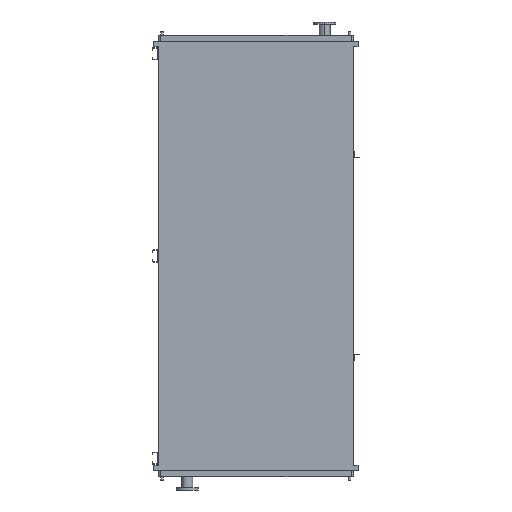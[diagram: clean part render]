
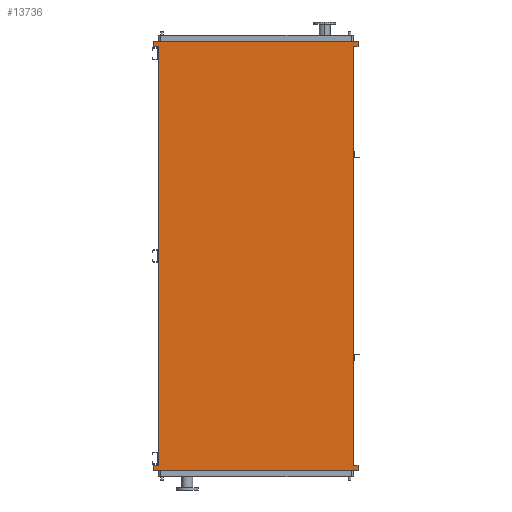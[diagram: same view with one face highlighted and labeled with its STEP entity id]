
A CAD part, front view. The second image highlights one B-rep face of the part: STEP entity #13736.
In plain terms, the highlighted planar face has unit normal (0, -1, 0).
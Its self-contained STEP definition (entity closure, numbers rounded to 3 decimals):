
#32 = LINE ( 'NONE', #3501, #9290 ) ;
#69 = ORIENTED_EDGE ( 'NONE', *, *, #9695, .F. ) ;
#132 = ORIENTED_EDGE ( 'NONE', *, *, #11061, .F. ) ;
#168 = LINE ( 'NONE', #8195, #13868 ) ;
#285 = CARTESIAN_POINT ( 'NONE',  ( 1011., 0., -4145. ) ) ;
#366 = DIRECTION ( 'NONE',  ( 0., 0., 1. ) ) ;
#390 = VECTOR ( 'NONE', #5452, 1000. ) ;
#593 = CARTESIAN_POINT ( 'NONE',  ( 1011., 0., 43. ) ) ;
#680 = EDGE_CURVE ( 'NONE', #5560, #4187, #8357, .T. ) ;
#736 = LINE ( 'NONE', #5380, #390 ) ;
#753 = CARTESIAN_POINT ( 'NONE',  ( -965., 0., -4093. ) ) ;
#875 = VECTOR ( 'NONE', #14371, 1000. ) ;
#890 = VECTOR ( 'NONE', #366, 1000. ) ;
#945 = DIRECTION ( 'NONE',  ( 1., 0., 0. ) ) ;
#2006 = ORIENTED_EDGE ( 'NONE', *, *, #5069, .T. ) ;
#2537 = EDGE_CURVE ( 'NONE', #4622, #11377, #32, .T. ) ;
#2594 = DIRECTION ( 'NONE',  ( -1., 0., 0. ) ) ;
#2769 = ORIENTED_EDGE ( 'NONE', *, *, #8266, .F. ) ;
#2792 = VERTEX_POINT ( 'NONE', #4722 ) ;
#2885 = FACE_OUTER_BOUND ( 'NONE', #11304, .T. ) ;
#3059 = LINE ( 'NONE', #593, #5799 ) ;
#3092 = CARTESIAN_POINT ( 'NONE',  ( 965., 0., 43. ) ) ;
#3279 = CARTESIAN_POINT ( 'NONE',  ( 965., 0., -4093. ) ) ;
#3371 = EDGE_CURVE ( 'NONE', #10097, #7334, #6231, .T. ) ;
#3416 = DIRECTION ( 'NONE',  ( 1., 0., 0. ) ) ;
#3501 = CARTESIAN_POINT ( 'NONE',  ( -1011., 0., 43. ) ) ;
#3506 = EDGE_CURVE ( 'NONE', #7334, #10234, #13452, .T. ) ;
#3519 = EDGE_CURVE ( 'NONE', #4187, #2792, #3059, .T. ) ;
#3847 = LINE ( 'NONE', #5082, #890 ) ;
#3975 = CARTESIAN_POINT ( 'NONE',  ( -1011., 0., -4145. ) ) ;
#4187 = VERTEX_POINT ( 'NONE', #14416 ) ;
#4445 = VERTEX_POINT ( 'NONE', #11188 ) ;
#4581 = CARTESIAN_POINT ( 'NONE',  ( 1011., 0., -4093. ) ) ;
#4622 = VERTEX_POINT ( 'NONE', #6785 ) ;
#4661 = DIRECTION ( 'NONE',  ( -1., 0., 0. ) ) ;
#4703 = VECTOR ( 'NONE', #2594, 1000. ) ;
#4722 = CARTESIAN_POINT ( 'NONE',  ( 1011., 0., 43. ) ) ;
#4777 = ORIENTED_EDGE ( 'NONE', *, *, #12879, .F. ) ;
#4996 = DIRECTION ( 'NONE',  ( -1., 0., 0. ) ) ;
#5069 = EDGE_CURVE ( 'NONE', #13090, #10764, #168, .T. ) ;
#5082 = CARTESIAN_POINT ( 'NONE',  ( -1011., 0., 95. ) ) ;
#5197 = PLANE ( 'NONE',  #11066 ) ;
#5279 = CARTESIAN_POINT ( 'NONE',  ( -1011., 0., -4145. ) ) ;
#5380 = CARTESIAN_POINT ( 'NONE',  ( -965., 0., -4050. ) ) ;
#5452 = DIRECTION ( 'NONE',  ( 0., 0., 1. ) ) ;
#5560 = VERTEX_POINT ( 'NONE', #6376 ) ;
#5735 = EDGE_CURVE ( 'NONE', #4445, #9335, #15039, .T. ) ;
#5799 = VECTOR ( 'NONE', #13677, 1000. ) ;
#6067 = LINE ( 'NONE', #9617, #4703 ) ;
#6231 = LINE ( 'NONE', #8551, #875 ) ;
#6376 = CARTESIAN_POINT ( 'NONE',  ( -1011., 0., 95. ) ) ;
#6667 = DIRECTION ( 'NONE',  ( 0., 0., -1. ) ) ;
#6785 = CARTESIAN_POINT ( 'NONE',  ( -965., 0., 43. ) ) ;
#6896 = VECTOR ( 'NONE', #8608, 1000. ) ;
#7253 = ORIENTED_EDGE ( 'NONE', *, *, #3519, .F. ) ;
#7334 = VERTEX_POINT ( 'NONE', #9719 ) ;
#7632 = ORIENTED_EDGE ( 'NONE', *, *, #5735, .F. ) ;
#8195 = CARTESIAN_POINT ( 'NONE',  ( 965., 0., -4050. ) ) ;
#8266 = EDGE_CURVE ( 'NONE', #11377, #5560, #3847, .T. ) ;
#8280 = CARTESIAN_POINT ( 'NONE',  ( 1011., 0., 95. ) ) ;
#8357 = LINE ( 'NONE', #8280, #14763 ) ;
#8520 = VECTOR ( 'NONE', #4996, 1000. ) ;
#8551 = CARTESIAN_POINT ( 'NONE',  ( 1011., 0., -4093. ) ) ;
#8608 = DIRECTION ( 'NONE',  ( 0., 0., 1. ) ) ;
#8675 = ORIENTED_EDGE ( 'NONE', *, *, #2537, .F. ) ;
#9290 = VECTOR ( 'NONE', #4661, 1000. ) ;
#9335 = VERTEX_POINT ( 'NONE', #753 ) ;
#9427 = DIRECTION ( 'NONE',  ( 0., 0., 1. ) ) ;
#9451 = CARTESIAN_POINT ( 'NONE',  ( -1011., 0., 43. ) ) ;
#9456 = DIRECTION ( 'NONE',  ( 1., 0., 0. ) ) ;
#9617 = CARTESIAN_POINT ( 'NONE',  ( 965., 0., 43. ) ) ;
#9695 = EDGE_CURVE ( 'NONE', #13090, #10097, #10833, .T. ) ;
#9719 = CARTESIAN_POINT ( 'NONE',  ( 1011., 0., -4145. ) ) ;
#9900 = DIRECTION ( 'NONE',  ( 0., -1., 0. ) ) ;
#10097 = VERTEX_POINT ( 'NONE', #4581 ) ;
#10234 = VERTEX_POINT ( 'NONE', #5279 ) ;
#10323 = ORIENTED_EDGE ( 'NONE', *, *, #13348, .F. ) ;
#10764 = VERTEX_POINT ( 'NONE', #3092 ) ;
#10833 = LINE ( 'NONE', #14455, #12442 ) ;
#11061 = EDGE_CURVE ( 'NONE', #9335, #4622, #736, .T. ) ;
#11066 = AXIS2_PLACEMENT_3D ( 'NONE', #11116, #9900, #6667 ) ;
#11116 = CARTESIAN_POINT ( 'NONE',  ( -965., 0., -4050. ) ) ;
#11188 = CARTESIAN_POINT ( 'NONE',  ( -1011., 0., -4093. ) ) ;
#11304 = EDGE_LOOP ( 'NONE', ( #2006, #4777, #7253, #13341, #2769, #8675, #132, #7632, #10323, #14845, #14184, #69 ) ) ;
#11377 = VERTEX_POINT ( 'NONE', #9451 ) ;
#12168 = VECTOR ( 'NONE', #945, 1000. ) ;
#12442 = VECTOR ( 'NONE', #9456, 1000. ) ;
#12879 = EDGE_CURVE ( 'NONE', #2792, #10764, #6067, .T. ) ;
#13090 = VERTEX_POINT ( 'NONE', #3279 ) ;
#13341 = ORIENTED_EDGE ( 'NONE', *, *, #680, .F. ) ;
#13348 = EDGE_CURVE ( 'NONE', #10234, #4445, #14867, .T. ) ;
#13452 = LINE ( 'NONE', #285, #8520 ) ;
#13677 = DIRECTION ( 'NONE',  ( 0., 0., -1. ) ) ;
#13736 = ADVANCED_FACE ( 'NONE', ( #2885 ), #5197, .T. ) ;
#13813 = CARTESIAN_POINT ( 'NONE',  ( -1011., 0., -4093. ) ) ;
#13868 = VECTOR ( 'NONE', #9427, 1000. ) ;
#14184 = ORIENTED_EDGE ( 'NONE', *, *, #3371, .F. ) ;
#14371 = DIRECTION ( 'NONE',  ( 0., 0., -1. ) ) ;
#14416 = CARTESIAN_POINT ( 'NONE',  ( 1011., 0., 95. ) ) ;
#14455 = CARTESIAN_POINT ( 'NONE',  ( 965., 0., -4093. ) ) ;
#14763 = VECTOR ( 'NONE', #3416, 1000. ) ;
#14845 = ORIENTED_EDGE ( 'NONE', *, *, #3506, .F. ) ;
#14867 = LINE ( 'NONE', #3975, #6896 ) ;
#15039 = LINE ( 'NONE', #13813, #12168 ) ;
